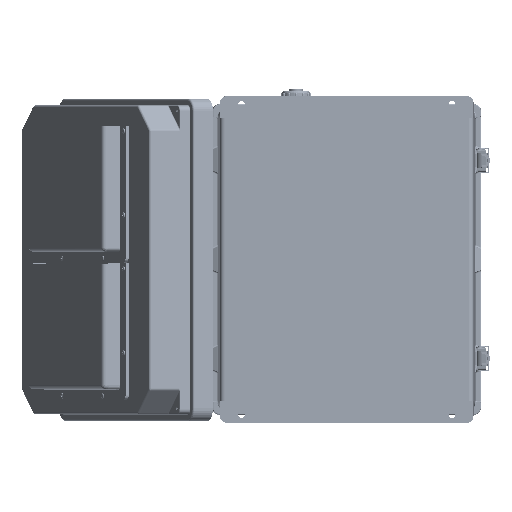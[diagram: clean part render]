
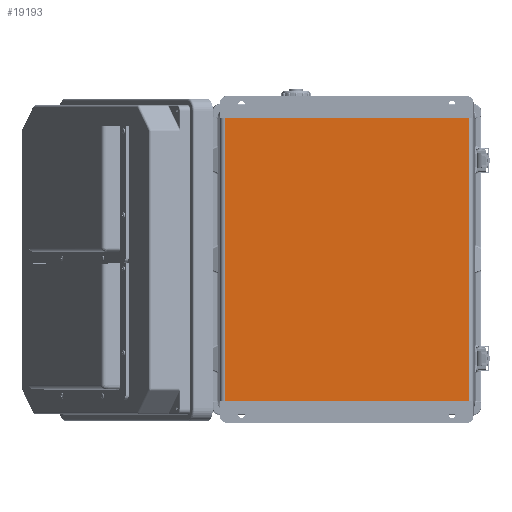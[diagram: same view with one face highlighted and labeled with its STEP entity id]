
A CAD part, front view. The second image highlights one B-rep face of the part: STEP entity #19193.
In plain terms, the highlighted planar face has unit normal (0, -1, 0).
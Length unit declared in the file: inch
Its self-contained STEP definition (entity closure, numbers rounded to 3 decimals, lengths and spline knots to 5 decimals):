
#3958 = VECTOR ( 'NONE', #23762, 39.37008 ) ;
#10980 = AXIS2_PLACEMENT_3D ( 'NONE', #21622, #63896, #161747 ) ;
#11189 = LINE ( 'NONE', #30272, #118369 ) ;
#15130 = EDGE_CURVE ( 'NONE', #51368, #15600, #139872, .T. ) ;
#15600 = VERTEX_POINT ( 'NONE', #23736 ) ;
#19193 = ADVANCED_FACE ( 'NONE', ( #168023 ), #91299, .F. ) ;
#21622 = CARTESIAN_POINT ( 'NONE',  ( 6.11811, 0.05906, -1.04331 ) ) ;
#23097 = ORIENTED_EDGE ( 'NONE', *, *, #15130, .T. ) ;
#23736 = CARTESIAN_POINT ( 'NONE',  ( 5.78771, 0.05906, -1.04331 ) ) ;
#23762 = DIRECTION ( 'NONE',  ( 0., 0., 1. ) ) ;
#24140 = CARTESIAN_POINT ( 'NONE',  ( 6.11811, 0.05906, -14.4685 ) ) ;
#25137 = DIRECTION ( 'NONE',  ( 0., 0., 1. ) ) ;
#27283 = ORIENTED_EDGE ( 'NONE', *, *, #122268, .F. ) ;
#29540 = ORIENTED_EDGE ( 'NONE', *, *, #141983, .T. ) ;
#30272 = CARTESIAN_POINT ( 'NONE',  ( 6.11811, 0.05906, -1.04331 ) ) ;
#51368 = VERTEX_POINT ( 'NONE', #162077 ) ;
#54305 = EDGE_LOOP ( 'NONE', ( #27283, #142363, #23097, #29540 ) ) ;
#63896 = DIRECTION ( 'NONE',  ( 0., 1., 0. ) ) ;
#74199 = CARTESIAN_POINT ( 'NONE',  ( -5.78771, 0.05906, -14.4685 ) ) ;
#79775 = CARTESIAN_POINT ( 'NONE',  ( -5.78771, 0.05906, -1.04331 ) ) ;
#80353 = DIRECTION ( 'NONE',  ( -1., 0., 0. ) ) ;
#90636 = VERTEX_POINT ( 'NONE', #79775 ) ;
#91299 = PLANE ( 'NONE',  #10980 ) ;
#113953 = DIRECTION ( 'NONE',  ( -1., 0., 0. ) ) ;
#115200 = VECTOR ( 'NONE', #80353, 39.37008 ) ;
#115416 = LINE ( 'NONE', #121513, #3958 ) ;
#118369 = VECTOR ( 'NONE', #113953, 39.37008 ) ;
#121513 = CARTESIAN_POINT ( 'NONE',  ( -5.78771, 0.05906, -1.04331 ) ) ;
#122268 = EDGE_CURVE ( 'NONE', #168592, #90636, #115416, .T. ) ;
#122900 = CARTESIAN_POINT ( 'NONE',  ( 5.78771, 0.05906, -1.04331 ) ) ;
#139103 = VECTOR ( 'NONE', #25137, 39.37008 ) ;
#139872 = LINE ( 'NONE', #122900, #139103 ) ;
#141983 = EDGE_CURVE ( 'NONE', #15600, #90636, #11189, .T. ) ;
#142363 = ORIENTED_EDGE ( 'NONE', *, *, #153716, .F. ) ;
#152583 = LINE ( 'NONE', #24140, #115200 ) ;
#153716 = EDGE_CURVE ( 'NONE', #51368, #168592, #152583, .T. ) ;
#161747 = DIRECTION ( 'NONE',  ( 0., 0., 1. ) ) ;
#162077 = CARTESIAN_POINT ( 'NONE',  ( 5.78771, 0.05906, -14.4685 ) ) ;
#168023 = FACE_OUTER_BOUND ( 'NONE', #54305, .T. ) ;
#168592 = VERTEX_POINT ( 'NONE', #74199 ) ;
